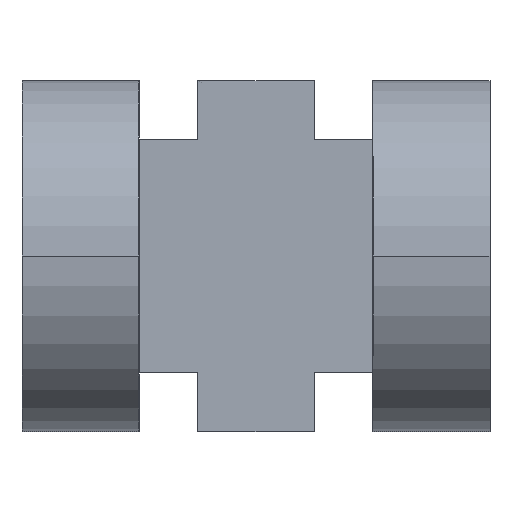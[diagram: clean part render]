
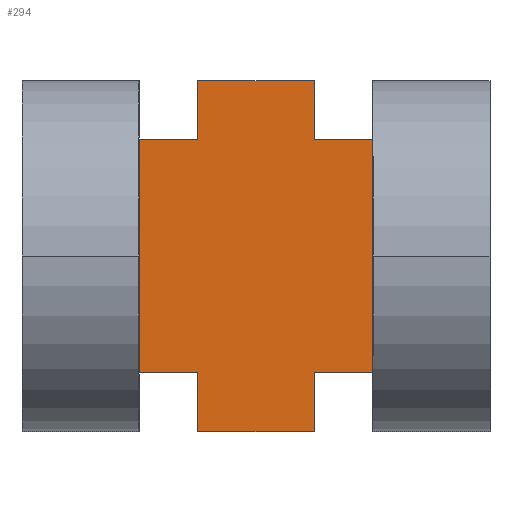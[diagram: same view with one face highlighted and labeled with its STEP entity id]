
A CAD part, left-side view. The second image highlights one B-rep face of the part: STEP entity #294.
In plain terms, the highlighted planar face has unit normal (-1, 0, 0).
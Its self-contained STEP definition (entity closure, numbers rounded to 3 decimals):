
#1 = LINE ( 'NONE', #680, #590 ) ;
#5 = VERTEX_POINT ( 'NONE', #898 ) ;
#9 = VERTEX_POINT ( 'NONE', #192 ) ;
#10 = CARTESIAN_POINT ( 'NONE',  ( -50., 50., 20. ) ) ;
#17 = CARTESIAN_POINT ( 'NONE',  ( -50., 30., -30. ) ) ;
#19 = VECTOR ( 'NONE', #1131, 1000. ) ;
#48 = VECTOR ( 'NONE', #487, 1000. ) ;
#53 = DIRECTION ( 'NONE',  ( -1., 0., 0. ) ) ;
#63 = EDGE_CURVE ( 'NONE', #85, #128, #821, .T. ) ;
#85 = VERTEX_POINT ( 'NONE', #1066 ) ;
#96 = CARTESIAN_POINT ( 'NONE',  ( -50., 50., -20. ) ) ;
#118 = CARTESIAN_POINT ( 'NONE',  ( -50., 20., -20. ) ) ;
#128 = VERTEX_POINT ( 'NONE', #547 ) ;
#130 = LINE ( 'NONE', #549, #253 ) ;
#138 = DIRECTION ( 'NONE',  ( 0., -1., 0. ) ) ;
#145 = EDGE_LOOP ( 'NONE', ( #1120, #550, #271, #259, #184, #957, #585, #1150, #1053, #375, #251, #151 ) ) ;
#151 = ORIENTED_EDGE ( 'NONE', *, *, #900, .F. ) ;
#153 = CARTESIAN_POINT ( 'NONE',  ( -50., 20., -30. ) ) ;
#171 = CARTESIAN_POINT ( 'NONE',  ( -50., 30., 20. ) ) ;
#184 = ORIENTED_EDGE ( 'NONE', *, *, #364, .F. ) ;
#192 = CARTESIAN_POINT ( 'NONE',  ( -50., 30., 30. ) ) ;
#201 = VECTOR ( 'NONE', #328, 1000. ) ;
#230 = LINE ( 'NONE', #749, #1142 ) ;
#244 = CARTESIAN_POINT ( 'NONE',  ( -50., 60., 20. ) ) ;
#245 = VECTOR ( 'NONE', #1045, 1000. ) ;
#251 = ORIENTED_EDGE ( 'NONE', *, *, #966, .T. ) ;
#253 = VECTOR ( 'NONE', #138, 1000. ) ;
#258 = LINE ( 'NONE', #854, #638 ) ;
#259 = ORIENTED_EDGE ( 'NONE', *, *, #463, .F. ) ;
#271 = ORIENTED_EDGE ( 'NONE', *, *, #1099, .F. ) ;
#278 = EDGE_CURVE ( 'NONE', #85, #478, #230, .T. ) ;
#293 = LINE ( 'NONE', #673, #19 ) ;
#294 = ADVANCED_FACE ( 'NONE', ( #879 ), #1106, .T. ) ;
#307 = LINE ( 'NONE', #171, #245 ) ;
#328 = DIRECTION ( 'NONE',  ( 0., -1., 0. ) ) ;
#343 = DIRECTION ( 'NONE',  ( 0., 0., 1. ) ) ;
#364 = EDGE_CURVE ( 'NONE', #478, #606, #981, .T. ) ;
#372 = CARTESIAN_POINT ( 'NONE',  ( -50., 50., 30. ) ) ;
#375 = ORIENTED_EDGE ( 'NONE', *, *, #1002, .F. ) ;
#430 = LINE ( 'NONE', #244, #201 ) ;
#463 = EDGE_CURVE ( 'NONE', #606, #691, #430, .T. ) ;
#478 = VERTEX_POINT ( 'NONE', #980 ) ;
#487 = DIRECTION ( 'NONE',  ( 0., 0., 1. ) ) ;
#497 = DIRECTION ( 'NONE',  ( 0., -1., 0. ) ) ;
#545 = LINE ( 'NONE', #153, #48 ) ;
#547 = CARTESIAN_POINT ( 'NONE',  ( -50., 50., -30. ) ) ;
#549 = CARTESIAN_POINT ( 'NONE',  ( -50., 20., 30. ) ) ;
#550 = ORIENTED_EDGE ( 'NONE', *, *, #698, .F. ) ;
#584 = VECTOR ( 'NONE', #714, 1000. ) ;
#585 = ORIENTED_EDGE ( 'NONE', *, *, #63, .T. ) ;
#590 = VECTOR ( 'NONE', #343, 1000. ) ;
#593 = EDGE_CURVE ( 'NONE', #5, #697, #818, .T. ) ;
#606 = VERTEX_POINT ( 'NONE', #722 ) ;
#634 = VERTEX_POINT ( 'NONE', #372 ) ;
#638 = VECTOR ( 'NONE', #497, 1000. ) ;
#668 = VERTEX_POINT ( 'NONE', #995 ) ;
#673 = CARTESIAN_POINT ( 'NONE',  ( -50., 20., -20. ) ) ;
#676 = DIRECTION ( 'NONE',  ( 0., 0., 1. ) ) ;
#680 = CARTESIAN_POINT ( 'NONE',  ( -50., 50., 20. ) ) ;
#691 = VERTEX_POINT ( 'NONE', #10 ) ;
#695 = VECTOR ( 'NONE', #763, 1000. ) ;
#697 = VERTEX_POINT ( 'NONE', #17 ) ;
#698 = EDGE_CURVE ( 'NONE', #634, #9, #130, .T. ) ;
#714 = DIRECTION ( 'NONE',  ( 0., 0., -1. ) ) ;
#722 = CARTESIAN_POINT ( 'NONE',  ( -50., 60., 20. ) ) ;
#749 = CARTESIAN_POINT ( 'NONE',  ( -50., 60., -20. ) ) ;
#763 = DIRECTION ( 'NONE',  ( 0., -1., 0. ) ) ;
#770 = CARTESIAN_POINT ( 'NONE',  ( -50., 30., 20. ) ) ;
#795 = CARTESIAN_POINT ( 'NONE',  ( -50., 30., -20. ) ) ;
#813 = DIRECTION ( 'NONE',  ( 0., 0., -1. ) ) ;
#818 = LINE ( 'NONE', #795, #847 ) ;
#821 = LINE ( 'NONE', #96, #584 ) ;
#845 = DIRECTION ( 'NONE',  ( 0., 0., 1. ) ) ;
#847 = VECTOR ( 'NONE', #813, 1000. ) ;
#854 = CARTESIAN_POINT ( 'NONE',  ( -50., 20., 20. ) ) ;
#867 = CARTESIAN_POINT ( 'NONE',  ( -50., 60., -30. ) ) ;
#879 = FACE_OUTER_BOUND ( 'NONE', #145, .T. ) ;
#898 = CARTESIAN_POINT ( 'NONE',  ( -50., 30., -20. ) ) ;
#900 = EDGE_CURVE ( 'NONE', #1093, #668, #258, .T. ) ;
#928 = DIRECTION ( 'NONE',  ( 0., 1., 0. ) ) ;
#950 = EDGE_CURVE ( 'NONE', #128, #697, #1087, .T. ) ;
#952 = CARTESIAN_POINT ( 'NONE',  ( -50., 20., -30. ) ) ;
#957 = ORIENTED_EDGE ( 'NONE', *, *, #278, .F. ) ;
#966 = EDGE_CURVE ( 'NONE', #1125, #668, #545, .T. ) ;
#980 = CARTESIAN_POINT ( 'NONE',  ( -50., 60., -20. ) ) ;
#981 = LINE ( 'NONE', #867, #1033 ) ;
#995 = CARTESIAN_POINT ( 'NONE',  ( -50., 20., 20. ) ) ;
#1002 = EDGE_CURVE ( 'NONE', #1125, #5, #293, .T. ) ;
#1013 = AXIS2_PLACEMENT_3D ( 'NONE', #1015, #53, #845 ) ;
#1015 = CARTESIAN_POINT ( 'NONE',  ( -50., 20., -30. ) ) ;
#1033 = VECTOR ( 'NONE', #676, 1000. ) ;
#1045 = DIRECTION ( 'NONE',  ( 0., 0., 1. ) ) ;
#1053 = ORIENTED_EDGE ( 'NONE', *, *, #593, .F. ) ;
#1066 = CARTESIAN_POINT ( 'NONE',  ( -50., 50., -20. ) ) ;
#1068 = EDGE_CURVE ( 'NONE', #1093, #9, #307, .T. ) ;
#1087 = LINE ( 'NONE', #952, #695 ) ;
#1093 = VERTEX_POINT ( 'NONE', #770 ) ;
#1099 = EDGE_CURVE ( 'NONE', #691, #634, #1, .T. ) ;
#1106 = PLANE ( 'NONE',  #1013 ) ;
#1120 = ORIENTED_EDGE ( 'NONE', *, *, #1068, .T. ) ;
#1125 = VERTEX_POINT ( 'NONE', #118 ) ;
#1131 = DIRECTION ( 'NONE',  ( 0., 1., 0. ) ) ;
#1142 = VECTOR ( 'NONE', #928, 1000. ) ;
#1150 = ORIENTED_EDGE ( 'NONE', *, *, #950, .T. ) ;
